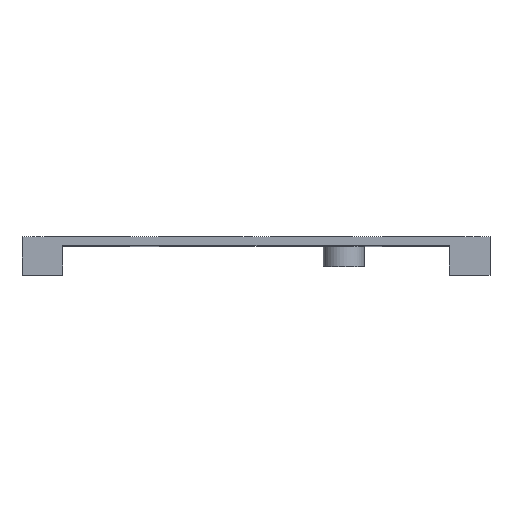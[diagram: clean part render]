
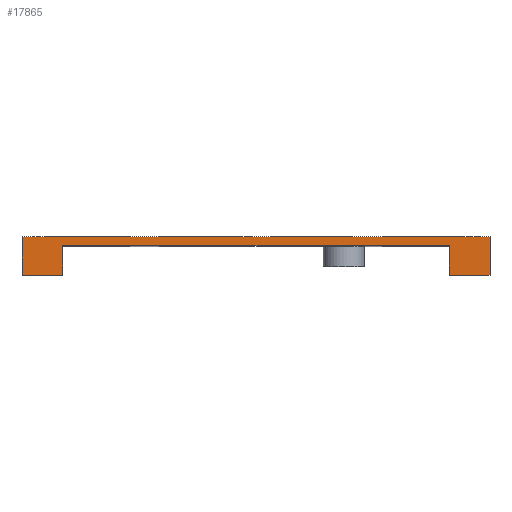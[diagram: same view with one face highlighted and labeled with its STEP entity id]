
A CAD part, top view. The second image highlights one B-rep face of the part: STEP entity #17865.
In plain terms, the highlighted planar face has unit normal (0, 0, 1).
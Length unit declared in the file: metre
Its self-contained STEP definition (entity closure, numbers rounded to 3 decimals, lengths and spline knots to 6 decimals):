
#1302=LINE('',#24817,#3028);
#1463=LINE('',#25819,#3189);
#1493=LINE('',#25880,#3219);
#1704=LINE('',#26453,#3430);
#1705=LINE('',#26456,#3431);
#1706=LINE('',#26458,#3432);
#1707=LINE('',#26459,#3433);
#1708=LINE('',#26461,#3434);
#3028=VECTOR('',#20200,1.);
#3189=VECTOR('',#20631,1.);
#3219=VECTOR('',#20673,1.);
#3430=VECTOR('',#21314,1.);
#3431=VECTOR('',#21315,1.);
#3432=VECTOR('',#21316,1.);
#3433=VECTOR('',#21317,1.);
#3434=VECTOR('',#21318,1.);
#5932=ORIENTED_EDGE('',*,*,#11125,.F.);
#5933=ORIENTED_EDGE('',*,*,#11126,.F.);
#5934=ORIENTED_EDGE('',*,*,#11127,.F.);
#5935=ORIENTED_EDGE('',*,*,#10810,.F.);
#5936=ORIENTED_EDGE('',*,*,#10412,.T.);
#5937=ORIENTED_EDGE('',*,*,#10840,.T.);
#5938=ORIENTED_EDGE('',*,*,#11128,.F.);
#5939=ORIENTED_EDGE('',*,*,#11129,.T.);
#10412=EDGE_CURVE('',#13143,#13152,#1302,.T.);
#10810=EDGE_CURVE('',#13143,#13550,#1463,.T.);
#10840=EDGE_CURVE('',#13152,#13574,#1493,.T.);
#11125=EDGE_CURVE('',#13722,#13723,#1704,.T.);
#11126=EDGE_CURVE('',#13724,#13722,#1705,.T.);
#11127=EDGE_CURVE('',#13550,#13724,#1706,.T.);
#11128=EDGE_CURVE('',#13725,#13574,#1707,.T.);
#11129=EDGE_CURVE('',#13725,#13723,#1708,.T.);
#13143=VERTEX_POINT('',#24799);
#13152=VERTEX_POINT('',#24816);
#13550=VERTEX_POINT('',#25820);
#13574=VERTEX_POINT('',#25879);
#13722=VERTEX_POINT('',#26454);
#13723=VERTEX_POINT('',#26455);
#13724=VERTEX_POINT('',#26457);
#13725=VERTEX_POINT('',#26460);
#15256=EDGE_LOOP('',(#5932,#5933,#5934,#5935,#5936,#5937,#5938,#5939));
#16358=FACE_BOUND('',#15256,.T.);
#17312=PLANE('',#19145);
#17865=ADVANCED_FACE('',(#16358),#17312,.T.);
#19145=AXIS2_PLACEMENT_3D('',#26452,#21312,#21313);
#20200=DIRECTION('',(-1.,0.,0.));
#20631=DIRECTION('',(0.,-1.,0.));
#20673=DIRECTION('',(0.,-1.,0.));
#21312=DIRECTION('',(0.,0.,1.));
#21313=DIRECTION('',(1.,0.,0.));
#21314=DIRECTION('',(-1.,0.,0.));
#21315=DIRECTION('',(0.,1.,0.));
#21316=DIRECTION('',(-1.,0.,0.));
#21317=DIRECTION('',(-1.,0.,0.));
#21318=DIRECTION('',(0.,1.,0.));
#24799=CARTESIAN_POINT('',(0.04,0.0015,0.0525));
#24816=CARTESIAN_POINT('',(-0.04,0.0015,0.0525));
#24817=CARTESIAN_POINT('',(0.,0.0015,0.0525));
#25819=CARTESIAN_POINT('',(0.04,0.0015,0.0525));
#25820=CARTESIAN_POINT('',(0.04,-0.0051,0.0525));
#25879=CARTESIAN_POINT('',(-0.04,-0.0051,0.0525));
#25880=CARTESIAN_POINT('',(-0.04,0.0015,0.0525));
#26452=CARTESIAN_POINT('',(0.,0.0015,0.0525));
#26453=CARTESIAN_POINT('',(0.,0.,0.0525));
#26454=CARTESIAN_POINT('',(0.033,0.,0.0525));
#26455=CARTESIAN_POINT('',(-0.033,0.,0.0525));
#26456=CARTESIAN_POINT('',(0.033,-0.0035,0.0525));
#26457=CARTESIAN_POINT('',(0.033,-0.0051,0.0525));
#26458=CARTESIAN_POINT('',(0.,-0.0051,0.0525));
#26459=CARTESIAN_POINT('',(-0.0365,-0.0051,0.0525));
#26460=CARTESIAN_POINT('',(-0.033,-0.0051,0.0525));
#26461=CARTESIAN_POINT('',(-0.033,-0.0035,0.0525));
